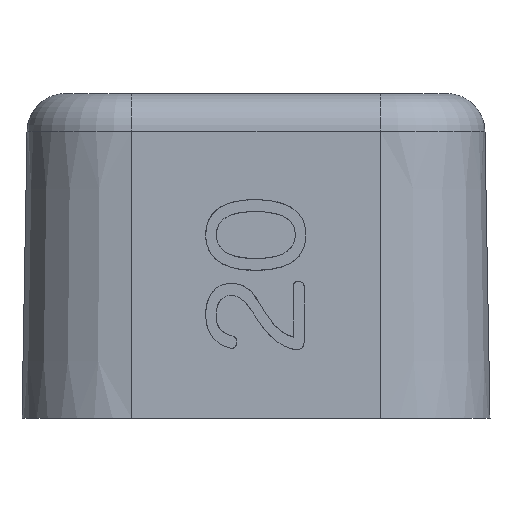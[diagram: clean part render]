
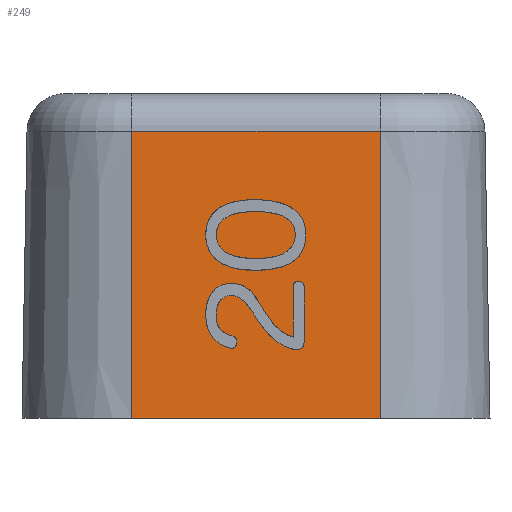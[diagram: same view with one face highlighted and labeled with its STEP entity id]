
A CAD part, left-side view. The second image highlights one B-rep face of the part: STEP entity #249.
In plain terms, the highlighted planar face has unit normal (-1, 0, 0.018).
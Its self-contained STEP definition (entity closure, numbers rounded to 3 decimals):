
#249=ADVANCED_FACE('',(#540),#541,.F.);
#540=FACE_OUTER_BOUND('',#945,.T.);
#541=PLANE('',#946);
#945=EDGE_LOOP('',(#2117,#2118,#2119,#2120));
#946=AXIS2_PLACEMENT_3D('',#2121,#2122,#2123);
#2117=ORIENTED_EDGE('',*,*,#3004,.T.);
#2118=ORIENTED_EDGE('',*,*,#3005,.T.);
#2119=ORIENTED_EDGE('',*,*,#3006,.F.);
#2120=ORIENTED_EDGE('',*,*,#2943,.T.);
#2121=CARTESIAN_POINT('',(-21.95,3.95,17.0));
#2122=DIRECTION('',(1.,0.0,-0.017));
#2123=DIRECTION('',(-0.017,0.0,-1.));
#2943=EDGE_CURVE('',#3548,#3546,#3549,.F.);
#3004=EDGE_CURVE('',#3546,#3655,#3657,.T.);
#3005=EDGE_CURVE('',#3655,#3658,#3659,.F.);
#3006=EDGE_CURVE('',#3548,#3658,#3660,.T.);
#3546=VERTEX_POINT('',#5049);
#3548=VERTEX_POINT('',#5051);
#3549=LINE('',#5052,#5053);
#3655=VERTEX_POINT('',#5195);
#3657=LINE('',#5197,#5198);
#3658=VERTEX_POINT('',#5199);
#3659=LINE('',#5200,#5201);
#3660=LINE('',#5202,#5203);
#5049=CARTESIAN_POINT('',(-22.247,3.5,0.0));
#5051=CARTESIAN_POINT('',(-22.247,16.5,0.0));
#5052=CARTESIAN_POINT('',(-22.247,3.95,0.0));
#5053=VECTOR('',#5671,1000.0);
#5195=CARTESIAN_POINT('',(-21.984,3.5,15.035));
#5197=CARTESIAN_POINT('',(-21.95,3.5,17.0));
#5198=VECTOR('',#5780,1000.0);
#5199=CARTESIAN_POINT('',(-21.984,16.5,15.035));
#5200=CARTESIAN_POINT('',(-21.984,16.5,15.035));
#5201=VECTOR('',#5781,1000.0);
#5202=CARTESIAN_POINT('',(-21.95,16.5,17.0));
#5203=VECTOR('',#5782,1000.0);
#5671=DIRECTION('',(0.0,1.0,0.0));
#5780=DIRECTION('',(0.017,0.0,1.));
#5781=DIRECTION('',(0.0,-1.0,0.0));
#5782=DIRECTION('',(0.017,0.0,1.));
